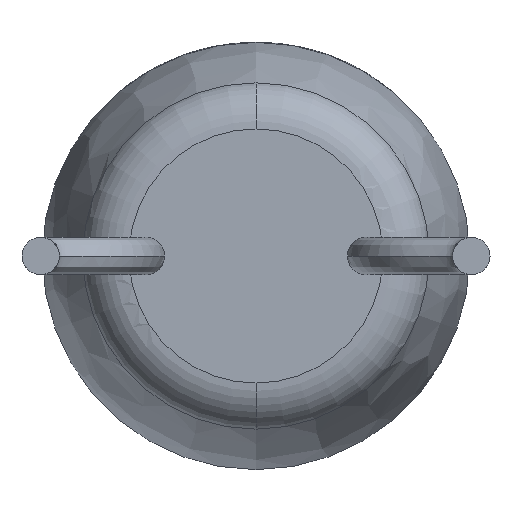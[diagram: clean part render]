
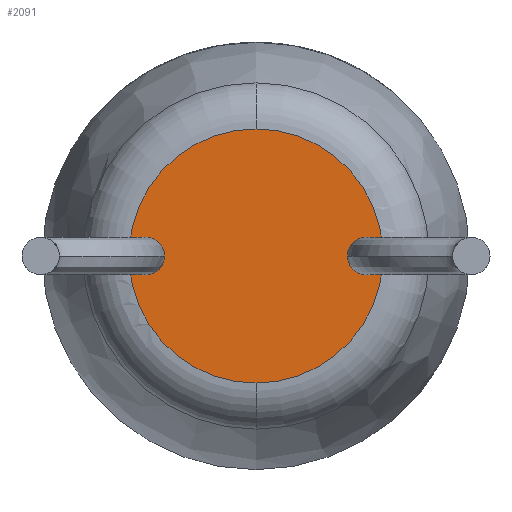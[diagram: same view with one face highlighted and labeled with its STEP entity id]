
A CAD part, front view. The second image highlights one B-rep face of the part: STEP entity #2091.
In plain terms, the highlighted planar face has unit normal (0, -1, 0).
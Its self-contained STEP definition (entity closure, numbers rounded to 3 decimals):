
#275 = CARTESIAN_POINT ( 'NONE',  ( 1.869, 0., 0.124 ) ) ;
#288 = DIRECTION ( 'NONE',  ( 0., 0., 1. ) ) ;
#321 = VERTEX_POINT ( 'NONE', #275 ) ;
#427 = EDGE_CURVE ( 'NONE', #321, #3638, #3281, .T. ) ;
#455 = DIRECTION ( 'NONE',  ( 0., -1., 0. ) ) ;
#492 = CARTESIAN_POINT ( 'NONE',  ( 1.349, 0., 0. ) ) ;
#605 = CARTESIAN_POINT ( 'NONE',  ( 0., 0., 0. ) ) ;
#607 = AXIS2_PLACEMENT_3D ( 'NONE', #605, #1722, #288 ) ;
#628 = AXIS2_PLACEMENT_3D ( 'NONE', #4111, #1539, #3045 ) ;
#707 = CARTESIAN_POINT ( 'NONE',  ( -1.869, 0., -0.124 ) ) ;
#725 = EDGE_CURVE ( 'NONE', #3099, #2913, #2866, .T. ) ;
#828 = DIRECTION ( 'NONE',  ( 0., 0., 1. ) ) ;
#908 = VERTEX_POINT ( 'NONE', #2764 ) ;
#1125 = DIRECTION ( 'NONE',  ( 0., 1., 0. ) ) ;
#1166 = ORIENTED_EDGE ( 'NONE', *, *, #1381, .T. ) ;
#1381 = EDGE_CURVE ( 'NONE', #908, #2251, #1811, .T. ) ;
#1397 = AXIS2_PLACEMENT_3D ( 'NONE', #3373, #2194, #4369 ) ;
#1491 = DIRECTION ( 'NONE',  ( 0., 0., 1. ) ) ;
#1539 = DIRECTION ( 'NONE',  ( 0., -1., 0. ) ) ;
#1567 = ORIENTED_EDGE ( 'NONE', *, *, #3009, .T. ) ;
#1583 = CARTESIAN_POINT ( 'NONE',  ( 1.624, 0., 0. ) ) ;
#1621 = ORIENTED_EDGE ( 'NONE', *, *, #4244, .T. ) ;
#1722 = DIRECTION ( 'NONE',  ( 0., -1., 0. ) ) ;
#1749 = CARTESIAN_POINT ( 'NONE',  ( -1.624, 0., 0. ) ) ;
#1811 = CIRCLE ( 'NONE', #2629, 0.275 ) ;
#1849 = CIRCLE ( 'NONE', #2217, 1.873 ) ;
#1860 = DIRECTION ( 'NONE',  ( 0., 1., 0. ) ) ;
#2024 = DIRECTION ( 'NONE',  ( 0., 1., 0. ) ) ;
#2091 = ADVANCED_FACE ( 'NONE', ( #2619 ), #3762, .F. ) ;
#2172 = AXIS2_PLACEMENT_3D ( 'NONE', #3356, #455, #828 ) ;
#2194 = DIRECTION ( 'NONE',  ( 0., -1., 0. ) ) ;
#2217 = AXIS2_PLACEMENT_3D ( 'NONE', #2238, #3700, #1491 ) ;
#2238 = CARTESIAN_POINT ( 'NONE',  ( 0., 0., 0. ) ) ;
#2251 = VERTEX_POINT ( 'NONE', #492 ) ;
#2278 = ORIENTED_EDGE ( 'NONE', *, *, #3480, .T. ) ;
#2328 = DIRECTION ( 'NONE',  ( 0., 0., -1. ) ) ;
#2329 = ORIENTED_EDGE ( 'NONE', *, *, #725, .F. ) ;
#2367 = CIRCLE ( 'NONE', #1397, 1.873 ) ;
#2455 = AXIS2_PLACEMENT_3D ( 'NONE', #1749, #4637, #2914 ) ;
#2460 = VERTEX_POINT ( 'NONE', #2895 ) ;
#2470 = EDGE_CURVE ( 'NONE', #4523, #2460, #1849, .T. ) ;
#2619 = FACE_OUTER_BOUND ( 'NONE', #3000, .T. ) ;
#2629 = AXIS2_PLACEMENT_3D ( 'NONE', #4203, #2024, #4545 ) ;
#2681 = CARTESIAN_POINT ( 'NONE',  ( -1.349, 0., 0. ) ) ;
#2731 = ORIENTED_EDGE ( 'NONE', *, *, #2470, .T. ) ;
#2764 = CARTESIAN_POINT ( 'NONE',  ( 1.869, 0., -0.124 ) ) ;
#2801 = EDGE_CURVE ( 'NONE', #4523, #3099, #4561, .T. ) ;
#2866 = CIRCLE ( 'NONE', #628, 0.275 ) ;
#2895 = CARTESIAN_POINT ( 'NONE',  ( 0., 0., -1.873 ) ) ;
#2913 = VERTEX_POINT ( 'NONE', #4321 ) ;
#2914 = DIRECTION ( 'NONE',  ( 0., 0., -1. ) ) ;
#2918 = ORIENTED_EDGE ( 'NONE', *, *, #2801, .F. ) ;
#3000 = EDGE_LOOP ( 'NONE', ( #2731, #1567, #1166, #2278, #4493, #1621, #2329, #2918 ) ) ;
#3009 = EDGE_CURVE ( 'NONE', #2460, #908, #2367, .T. ) ;
#3045 = DIRECTION ( 'NONE',  ( 0., 0., -1. ) ) ;
#3099 = VERTEX_POINT ( 'NONE', #2681 ) ;
#3281 = CIRCLE ( 'NONE', #607, 1.873 ) ;
#3351 = CIRCLE ( 'NONE', #2172, 1.873 ) ;
#3356 = CARTESIAN_POINT ( 'NONE',  ( 0., 0., 0. ) ) ;
#3373 = CARTESIAN_POINT ( 'NONE',  ( 0., 0., 0. ) ) ;
#3480 = EDGE_CURVE ( 'NONE', #2251, #321, #4430, .T. ) ;
#3638 = VERTEX_POINT ( 'NONE', #4608 ) ;
#3700 = DIRECTION ( 'NONE',  ( 0., -1., 0. ) ) ;
#3762 = PLANE ( 'NONE',  #4581 ) ;
#4057 = DIRECTION ( 'NONE',  ( 0., 0., 1. ) ) ;
#4110 = CARTESIAN_POINT ( 'NONE',  ( 0., 0., 0. ) ) ;
#4111 = CARTESIAN_POINT ( 'NONE',  ( -1.624, 0., 0. ) ) ;
#4203 = CARTESIAN_POINT ( 'NONE',  ( 1.624, 0., 0. ) ) ;
#4244 = EDGE_CURVE ( 'NONE', #3638, #2913, #3351, .T. ) ;
#4321 = CARTESIAN_POINT ( 'NONE',  ( -1.869, 0., 0.124 ) ) ;
#4369 = DIRECTION ( 'NONE',  ( 0., 0., 1. ) ) ;
#4428 = AXIS2_PLACEMENT_3D ( 'NONE', #1583, #1125, #2328 ) ;
#4430 = CIRCLE ( 'NONE', #4428, 0.275 ) ;
#4493 = ORIENTED_EDGE ( 'NONE', *, *, #427, .T. ) ;
#4523 = VERTEX_POINT ( 'NONE', #707 ) ;
#4545 = DIRECTION ( 'NONE',  ( 0., 0., -1. ) ) ;
#4561 = CIRCLE ( 'NONE', #2455, 0.275 ) ;
#4581 = AXIS2_PLACEMENT_3D ( 'NONE', #4110, #1860, #4057 ) ;
#4608 = CARTESIAN_POINT ( 'NONE',  ( 0., 0., 1.873 ) ) ;
#4637 = DIRECTION ( 'NONE',  ( 0., -1., 0. ) ) ;
